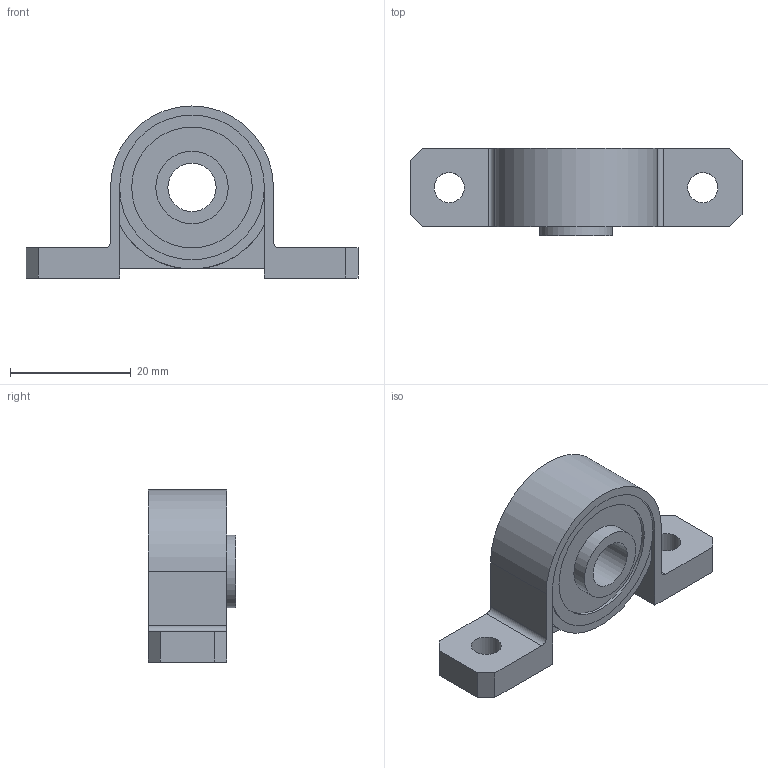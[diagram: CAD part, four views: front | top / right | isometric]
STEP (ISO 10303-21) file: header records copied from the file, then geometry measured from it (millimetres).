
FILE_DESCRIPTION(/* description */ (''),/* implementation_level */ '2;1');
FILE_NAME(/* name */ 'Pillow Bearing 8mm.step',/* time_stamp */ '2023-08-14T23:19:32+05:30',/* author */ (''),/* organization */ (''),/* preprocessor_version */ 'ST-DEVELOPER v20',/* originating_system */ 'Autodesk Translation Framework v12.9.0.99',/* authorisation */ '');
FILE_SCHEMA (('AUTOMOTIVE_DESIGN { 1 0 10303 214 3 1 1 }'));
Length unit declared in the file: millimetre
Products named in the file (1): Pillow Bearing 8mm
Bounding box: 55 x 14.5 x 28.5 mm (x, y, z)
Volume: 8840.9 mm3; surface area: 6657.9 mm2
Topology: 3 solids, 3 shells, 41 faces, 101 edges, 66 vertices
Faces by surface type: plane 27, cylinder 14
Full cylindrical faces by diameter (mm): 5 x2, 8 x1, 12 x2, 20 x2
Entity records: 1278 total; most frequent: DIRECTION 215, CARTESIAN_POINT 209, ORIENTED_EDGE 202, EDGE_CURVE 101, AXIS2_PLACEMENT_3D 72, LINE 71, VECTOR 71, VERTEX_POINT 66
